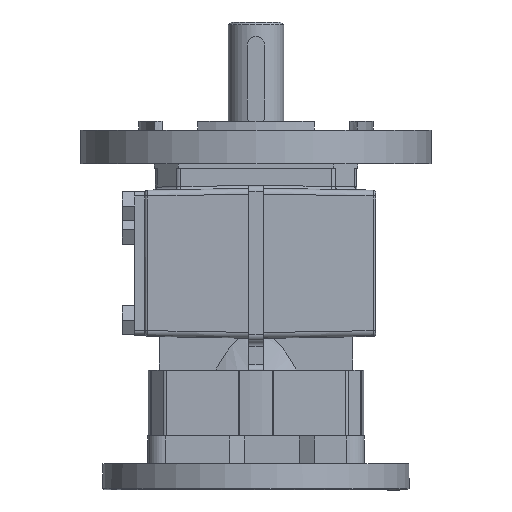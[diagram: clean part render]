
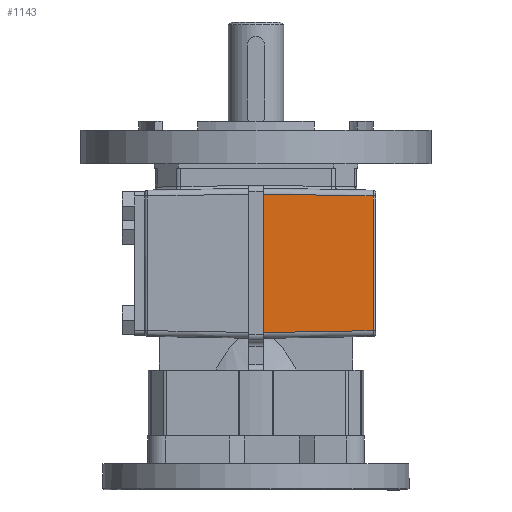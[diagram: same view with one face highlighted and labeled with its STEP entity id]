
A CAD part, left-side view. The second image highlights one B-rep face of the part: STEP entity #1143.
In plain terms, the highlighted planar face has unit normal (-1, -0.018, 0).
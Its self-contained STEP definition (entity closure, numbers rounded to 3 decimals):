
#1143 = ADVANCED_FACE( '', ( #2597 ), #2598, .T. );
#2597 = FACE_OUTER_BOUND( '', #5001, .T. );
#2598 = PLANE( '', #5002 );
#5001 = EDGE_LOOP( '', ( #8707, #8708, #8709, #8710 ) );
#5002 = AXIS2_PLACEMENT_3D( '', #8711, #8712, #8713 );
#8707 = ORIENTED_EDGE( '', *, *, #11958, .F. );
#8708 = ORIENTED_EDGE( '', *, *, #12161, .T. );
#8709 = ORIENTED_EDGE( '', *, *, #12586, .F. );
#8710 = ORIENTED_EDGE( '', *, *, #12587, .F. );
#8711 = CARTESIAN_POINT( '', ( -42., -41., -32.5 ) );
#8712 = DIRECTION( '', ( -1., -0.017, 0. ) );
#8713 = DIRECTION( '', ( -0.017, 1., 0. ) );
#11958 = EDGE_CURVE( '', #14367, #14369, #14370, .T. );
#12161 = EDGE_CURVE( '', #14367, #14462, #14691, .T. );
#12586 = EDGE_CURVE( '', #15315, #14462, #15316, .T. );
#12587 = EDGE_CURVE( '', #14369, #15315, #15317, .T. );
#14367 = VERTEX_POINT( '', #18270 );
#14369 = VERTEX_POINT( '', #18296 );
#14370 = LINE( '', #18297, #18298 );
#14462 = VERTEX_POINT( '', #18579 );
#14691 = LINE( '', #18990, #18991 );
#15315 = VERTEX_POINT( '', #20130 );
#15316 = LINE( '', #20131, #20132 );
#15317 = LINE( '', #20133, #20134 );
#18270 = CARTESIAN_POINT( '', ( -42.017, -40.017, -55.517 ) );
#18296 = CARTESIAN_POINT( '', ( -42.672, -2.5, -56.172 ) );
#18297 = CARTESIAN_POINT( '', ( -42.001, -40.965, -55.501 ) );
#18298 = VECTOR( '', #22354, 1000. );
#18579 = CARTESIAN_POINT( '', ( -42.017, -40.017, -9.483 ) );
#18990 = CARTESIAN_POINT( '', ( -42.017, -40.017, -32.5 ) );
#18991 = VECTOR( '', #22567, 1000. );
#20130 = CARTESIAN_POINT( '', ( -42.672, -2.5, -8.828 ) );
#20131 = CARTESIAN_POINT( '', ( -41.993, -41.401, -9.507 ) );
#20132 = VECTOR( '', #23052, 1000. );
#20133 = CARTESIAN_POINT( '', ( -42.672, -2.5, -32.5 ) );
#20134 = VECTOR( '', #23053, 1000. );
#22354 = DIRECTION( '', ( -0.017, 1., -0.017 ) );
#22567 = DIRECTION( '', ( 0., 0., 1. ) );
#23052 = DIRECTION( '', ( 0.017, -1., -0.017 ) );
#23053 = DIRECTION( '', ( 0., 0., 1. ) );
